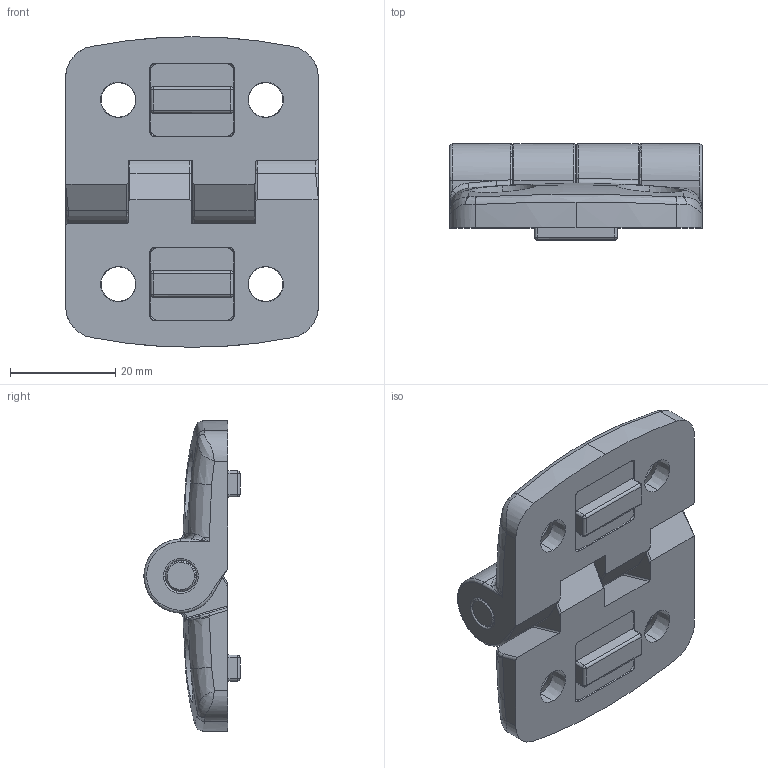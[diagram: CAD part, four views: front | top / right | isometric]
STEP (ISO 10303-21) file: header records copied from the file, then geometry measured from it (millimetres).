
FILE_DESCRIPTION (( 'STEP AP203' ), '1' );
FILE_NAME ('202535640_c_1.STEP', '2023-03-09T03:46:29', ( '' ), ( '' ), 'SwSTEP 2.0', 'SolidWorks 2014', '' );
FILE_SCHEMA (( 'CONFIG_CONTROL_DESIGN' ));
Length unit declared in the file: millimetre
Products named in the file (4): 095an05_095 a n05; 095a-02e_Standard; 202535640_c_1; 095a25f_095A30F - 114339
Assembly tree (5 placements, depth 2):
  202535640_c_1
    095a25f_095A30F - 114339  x2
    095a-02e_Standard
    095an05_095 a n05  x2
Bounding box: 48 x 18.25 x 59 mm (x, y, z)
Volume: 21103.5 mm3; surface area: 12750.2 mm2
Topology: 5 solids, 5 shells, 655 faces, 1632 edges, 953 vertices
Faces by surface type: plane 248, cylinder 187, bspline 78, torus 68, cone 58, sphere 16
Entity records: 15821 total; most frequent: CARTESIAN_POINT 5636, ORIENTED_EDGE 2106, DIRECTION 1976, EDGE_CURVE 1053, AXIS2_PLACEMENT_3D 746, VERTEX_POINT 634, VECTOR 484, LINE 484
